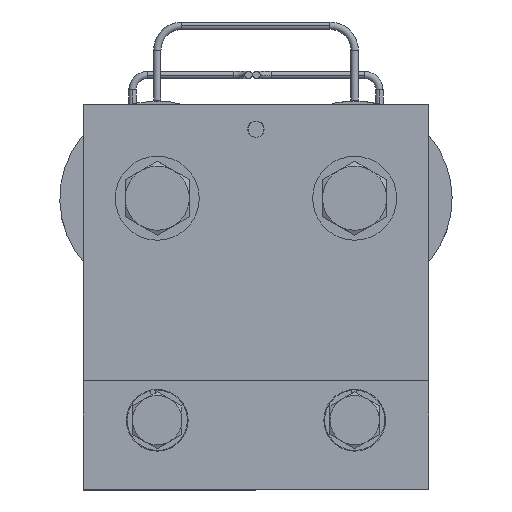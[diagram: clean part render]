
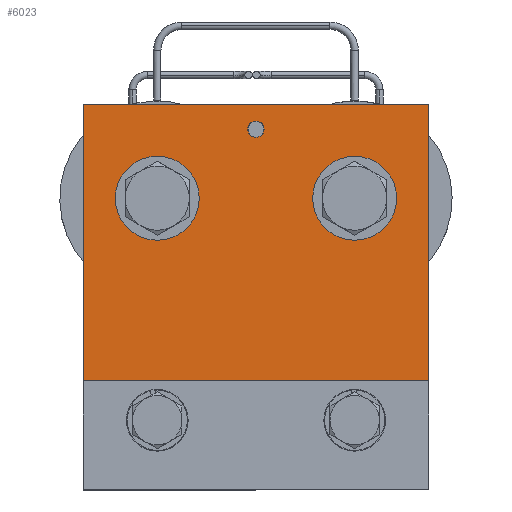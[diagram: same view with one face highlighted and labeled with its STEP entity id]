
A CAD part, top view. The second image highlights one B-rep face of the part: STEP entity #6023.
In plain terms, the highlighted planar face has unit normal (0, 0, 1).
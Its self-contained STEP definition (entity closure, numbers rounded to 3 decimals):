
#370 = EDGE_CURVE ( 'NONE', #5435, #6164, #8679, .T. ) ;
#763 = FACE_BOUND ( 'NONE', #5515, .T. ) ;
#850 = EDGE_CURVE ( 'NONE', #6637, #9113, #1353, .T. ) ;
#1019 = CARTESIAN_POINT ( 'NONE',  ( -35., 19., 12. ) ) ;
#1035 = CARTESIAN_POINT ( 'NONE',  ( -35., -37., 12. ) ) ;
#1307 = CARTESIAN_POINT ( 'NONE',  ( -35., 19., 12. ) ) ;
#1318 = ORIENTED_EDGE ( 'NONE', *, *, #7267, .F. ) ;
#1338 = CIRCLE ( 'NONE', #2729, 8.5 ) ;
#1353 = CIRCLE ( 'NONE', #9611, 1.65 ) ;
#1714 = CARTESIAN_POINT ( 'NONE',  ( 20., 0., 12. ) ) ;
#1742 = FACE_BOUND ( 'NONE', #7539, .T. ) ;
#1818 = DIRECTION ( 'NONE',  ( 1., 0., 0. ) ) ;
#1965 = DIRECTION ( 'NONE',  ( 1., 0., 0. ) ) ;
#2037 = EDGE_LOOP ( 'NONE', ( #11495, #5112, #5549, #8177 ) ) ;
#2100 = CIRCLE ( 'NONE', #11154, 8.5 ) ;
#2131 = VECTOR ( 'NONE', #9548, 1000. ) ;
#2182 = CARTESIAN_POINT ( 'NONE',  ( 35., -37., 12. ) ) ;
#2224 = VERTEX_POINT ( 'NONE', #10108 ) ;
#2307 = VECTOR ( 'NONE', #5255, 1000. ) ;
#2729 = AXIS2_PLACEMENT_3D ( 'NONE', #9112, #5408, #5170 ) ;
#2747 = DIRECTION ( 'NONE',  ( 0., 0., 1. ) ) ;
#2995 = EDGE_CURVE ( 'NONE', #8288, #2224, #2100, .T. ) ;
#3057 = DIRECTION ( 'NONE',  ( 0., -1., 0. ) ) ;
#3232 = EDGE_CURVE ( 'NONE', #8892, #5435, #4203, .T. ) ;
#3302 = EDGE_CURVE ( 'NONE', #6164, #9319, #6762, .T. ) ;
#3549 = EDGE_LOOP ( 'NONE', ( #9994, #8606 ) ) ;
#3552 = CARTESIAN_POINT ( 'NONE',  ( 35., 19., 12. ) ) ;
#3710 = CARTESIAN_POINT ( 'NONE',  ( 1.65, 14., 12. ) ) ;
#4102 = AXIS2_PLACEMENT_3D ( 'NONE', #1714, #8310, #8487 ) ;
#4203 = LINE ( 'NONE', #7974, #2307 ) ;
#4217 = VECTOR ( 'NONE', #1965, 1000. ) ;
#4789 = EDGE_CURVE ( 'NONE', #9113, #6637, #5072, .T. ) ;
#4887 = CIRCLE ( 'NONE', #5880, 8.5 ) ;
#5072 = CIRCLE ( 'NONE', #11968, 1.65 ) ;
#5112 = ORIENTED_EDGE ( 'NONE', *, *, #11950, .T. ) ;
#5170 = DIRECTION ( 'NONE',  ( 1., 0., 0. ) ) ;
#5215 = EDGE_CURVE ( 'NONE', #8792, #10600, #1338, .T. ) ;
#5255 = DIRECTION ( 'NONE',  ( 0., 1., 0. ) ) ;
#5317 = ORIENTED_EDGE ( 'NONE', *, *, #7989, .F. ) ;
#5408 = DIRECTION ( 'NONE',  ( 0., 0., 1. ) ) ;
#5435 = VERTEX_POINT ( 'NONE', #3552 ) ;
#5500 = FACE_BOUND ( 'NONE', #3549, .T. ) ;
#5515 = EDGE_LOOP ( 'NONE', ( #1318, #6305 ) ) ;
#5549 = ORIENTED_EDGE ( 'NONE', *, *, #3232, .T. ) ;
#5622 = PLANE ( 'NONE',  #5826 ) ;
#5690 = DIRECTION ( 'NONE',  ( 1., 0., 0. ) ) ;
#5826 = AXIS2_PLACEMENT_3D ( 'NONE', #7482, #2747, #5690 ) ;
#5880 = AXIS2_PLACEMENT_3D ( 'NONE', #11363, #7846, #10740 ) ;
#6023 = ADVANCED_FACE ( 'NONE', ( #763, #1742, #5500, #12104 ), #5622, .T. ) ;
#6164 = VERTEX_POINT ( 'NONE', #1307 ) ;
#6305 = ORIENTED_EDGE ( 'NONE', *, *, #2995, .F. ) ;
#6458 = CARTESIAN_POINT ( 'NONE',  ( 11.5, 0., 12. ) ) ;
#6637 = VERTEX_POINT ( 'NONE', #9226 ) ;
#6721 = LINE ( 'NONE', #1035, #4217 ) ;
#6762 = LINE ( 'NONE', #1019, #12149 ) ;
#7267 = EDGE_CURVE ( 'NONE', #2224, #8288, #4887, .T. ) ;
#7482 = CARTESIAN_POINT ( 'NONE',  ( 0., 0., 12. ) ) ;
#7483 = CARTESIAN_POINT ( 'NONE',  ( -20., 0., 12. ) ) ;
#7539 = EDGE_LOOP ( 'NONE', ( #5317, #11695 ) ) ;
#7713 = CARTESIAN_POINT ( 'NONE',  ( 0., 14., 12. ) ) ;
#7846 = DIRECTION ( 'NONE',  ( 0., 0., 1. ) ) ;
#7974 = CARTESIAN_POINT ( 'NONE',  ( 35., 19., 12. ) ) ;
#7989 = EDGE_CURVE ( 'NONE', #10600, #8792, #9423, .T. ) ;
#8177 = ORIENTED_EDGE ( 'NONE', *, *, #370, .T. ) ;
#8288 = VERTEX_POINT ( 'NONE', #10151 ) ;
#8310 = DIRECTION ( 'NONE',  ( 0., 0., 1. ) ) ;
#8487 = DIRECTION ( 'NONE',  ( 1., 0., 0. ) ) ;
#8571 = DIRECTION ( 'NONE',  ( 1., 0., 0. ) ) ;
#8606 = ORIENTED_EDGE ( 'NONE', *, *, #850, .F. ) ;
#8679 = LINE ( 'NONE', #11598, #2131 ) ;
#8792 = VERTEX_POINT ( 'NONE', #6458 ) ;
#8892 = VERTEX_POINT ( 'NONE', #2182 ) ;
#9112 = CARTESIAN_POINT ( 'NONE',  ( 20., 0., 12. ) ) ;
#9113 = VERTEX_POINT ( 'NONE', #3710 ) ;
#9226 = CARTESIAN_POINT ( 'NONE',  ( -1.65, 14., 12. ) ) ;
#9319 = VERTEX_POINT ( 'NONE', #10739 ) ;
#9423 = CIRCLE ( 'NONE', #4102, 8.5 ) ;
#9548 = DIRECTION ( 'NONE',  ( -1., 0., 0. ) ) ;
#9611 = AXIS2_PLACEMENT_3D ( 'NONE', #7713, #12015, #1818 ) ;
#9937 = DIRECTION ( 'NONE',  ( 0., 0., 1. ) ) ;
#9994 = ORIENTED_EDGE ( 'NONE', *, *, #4789, .F. ) ;
#10108 = CARTESIAN_POINT ( 'NONE',  ( -11.5, 0., 12. ) ) ;
#10151 = CARTESIAN_POINT ( 'NONE',  ( -28.5, 0., 12. ) ) ;
#10303 = DIRECTION ( 'NONE',  ( 0., 0., 1. ) ) ;
#10600 = VERTEX_POINT ( 'NONE', #10844 ) ;
#10739 = CARTESIAN_POINT ( 'NONE',  ( -35., -37., 12. ) ) ;
#10740 = DIRECTION ( 'NONE',  ( 1., 0., 0. ) ) ;
#10844 = CARTESIAN_POINT ( 'NONE',  ( 28.5, 0., 12. ) ) ;
#11047 = CARTESIAN_POINT ( 'NONE',  ( 0., 14., 12. ) ) ;
#11154 = AXIS2_PLACEMENT_3D ( 'NONE', #7483, #10303, #8571 ) ;
#11363 = CARTESIAN_POINT ( 'NONE',  ( -20., 0., 12. ) ) ;
#11495 = ORIENTED_EDGE ( 'NONE', *, *, #3302, .T. ) ;
#11598 = CARTESIAN_POINT ( 'NONE',  ( -35., 19., 12. ) ) ;
#11695 = ORIENTED_EDGE ( 'NONE', *, *, #5215, .F. ) ;
#11950 = EDGE_CURVE ( 'NONE', #9319, #8892, #6721, .T. ) ;
#11968 = AXIS2_PLACEMENT_3D ( 'NONE', #11047, #9937, #11979 ) ;
#11979 = DIRECTION ( 'NONE',  ( 1., 0., 0. ) ) ;
#12015 = DIRECTION ( 'NONE',  ( 0., 0., 1. ) ) ;
#12104 = FACE_OUTER_BOUND ( 'NONE', #2037, .T. ) ;
#12149 = VECTOR ( 'NONE', #3057, 1000. ) ;
